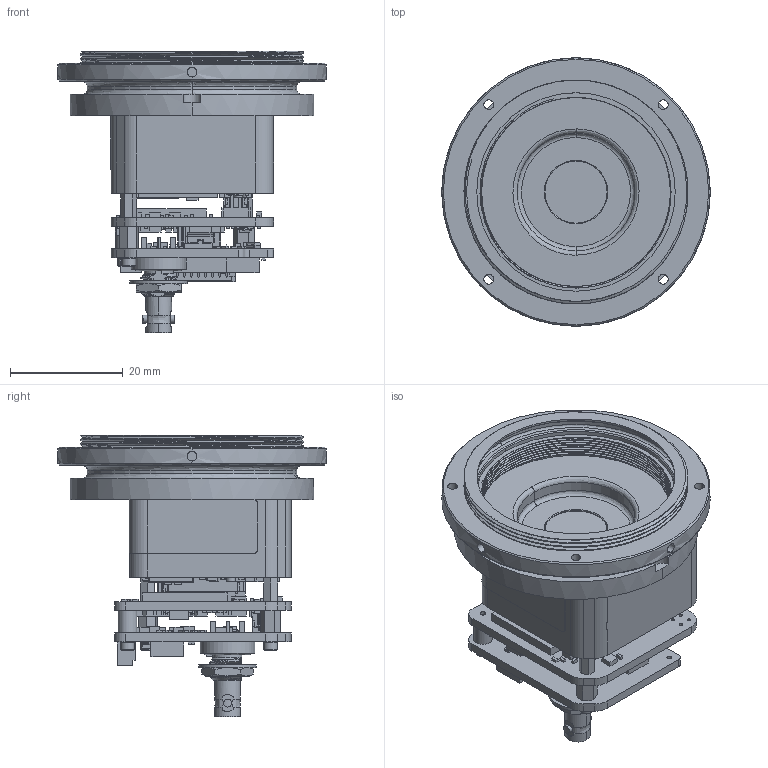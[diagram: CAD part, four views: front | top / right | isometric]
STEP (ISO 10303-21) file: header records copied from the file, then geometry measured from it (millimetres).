
FILE_DESCRIPTION (( 'STEP AP214' ), '1' );
FILE_NAME ('Viento-10 SDI No Lens M34 Mount ICD CAD.STEP', '2024-05-02T23:03:16', ( '' ), ( '' ), 'SwSTEP 2.0', 'SolidWorks 2023', '' );
FILE_SCHEMA (( 'AUTOMOTIVE_DESIGN' ));
Length unit declared in the file: millimetre
Products named in the file (1): Viento-10 SDI No Lens M34 Mount ICD CAD
Bounding box: 47.5 x 47.5 x 49.91 mm (x, y, z)
Volume: 23015.4 mm3; surface area: 18596 mm2
Topology: 10 solids, 10 shells, 2522 faces, 6433 edges, 4239 vertices
Faces by surface type: plane 2079, cylinder 306, bspline 71, cone 62, sphere 4
Full cylindrical faces by diameter (mm): 0.351 x1, 0.6 x6, 0.864 x3, 1 x1, 1.112 x2, 1.191 x1, 1.524 x5, 1.6 x2, 1.8 x1, 1.9 x4, 2.438 x3, 3.3 x1, 9.7 x1, 10.21 x1
Entity records: 92389 total; most frequent: CARTESIAN_POINT 31658, ORIENTED_EDGE 12740, DIRECTION 11474, EDGE_CURVE 6370, VECTOR 5420, LINE 5420, VERTEX_POINT 4224, AXIS2_PLACEMENT_3D 3027
